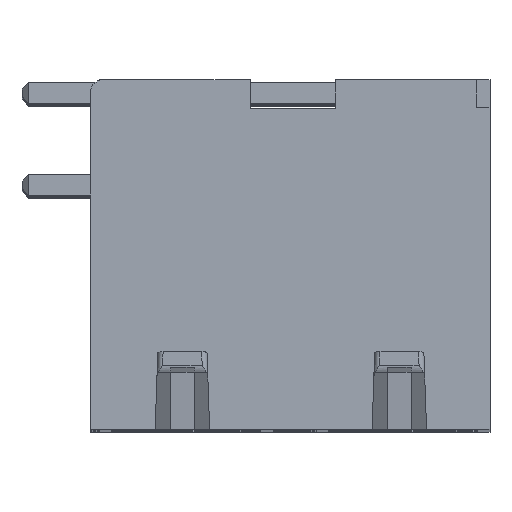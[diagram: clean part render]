
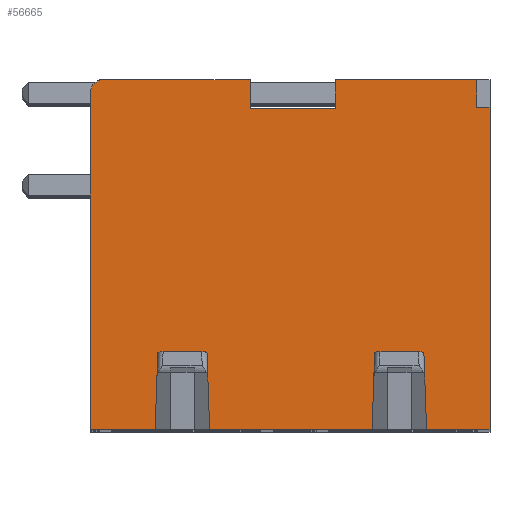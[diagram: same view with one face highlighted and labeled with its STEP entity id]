
A CAD part, top view. The second image highlights one B-rep face of the part: STEP entity #56665.
In plain terms, the highlighted planar face has unit normal (0, 0, 1).
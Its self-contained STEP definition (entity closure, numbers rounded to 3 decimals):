
#14857=DIRECTION('',(-1.,0.,0.));
#14858=VECTOR('',#14857,5.39);
#14859=CARTESIAN_POINT('',(11.703,13.3,33.7));
#14860=LINE('',#14859,#14858);
#15073=DIRECTION('',(0.,-1.,0.));
#15074=VECTOR('',#15073,1.092);
#15075=CARTESIAN_POINT('',(6.313,13.3,33.7));
#15076=LINE('',#15075,#15074);
#15189=DIRECTION('',(0.,1.,0.));
#15190=VECTOR('',#15189,1.092);
#15191=CARTESIAN_POINT('',(3.074,12.208,33.7));
#15192=LINE('',#15191,#15190);
#15741=DIRECTION('',(-1.,0.,0.));
#15742=VECTOR('',#15741,5.716);
#15743=CARTESIAN_POINT('',(3.074,13.3,33.7));
#15744=LINE('',#15743,#15742);
#16177=DIRECTION('',(0.,-1.,0.));
#16178=VECTOR('',#16177,0.02);
#16179=CARTESIAN_POINT('',(-2.641,13.3,33.7));
#16180=LINE('',#16179,#16178);
#19323=DIRECTION('',(-1.,0.,0.));
#19324=VECTOR('',#19323,3.238);
#19325=CARTESIAN_POINT('',(6.313,12.208,33.7));
#19326=LINE('',#19325,#19324);
#19327=DIRECTION('',(-0.035,-0.999,0.));
#19328=VECTOR('',#19327,2.716);
#19329=CARTESIAN_POINT('',(-0.443,2.714,33.7));
#19330=LINE('',#19329,#19328);
#19331=DIRECTION('',(-1.,0.,0.));
#19332=VECTOR('',#19331,2.463);
#19333=CARTESIAN_POINT('',(-0.537,0.,33.7));
#19334=LINE('',#19333,#19332);
#19335=DIRECTION('',(0.,1.,0.));
#19336=VECTOR('',#19335,12.8);
#19337=CARTESIAN_POINT('',(-3.,0.,33.7));
#19338=LINE('',#19337,#19336);
#19339=CARTESIAN_POINT('',(-2.5,12.8,33.7));
#19340=DIRECTION('',(0.,0.,-1.));
#19341=DIRECTION('',(-1.,0.,0.));
#19342=AXIS2_PLACEMENT_3D('',#19339,#19340,#19341);
#19344=DIRECTION('',(0.,-1.,0.));
#19345=VECTOR('',#19344,12.25);
#19346=CARTESIAN_POINT('',(12.2,12.25,33.7));
#19347=LINE('',#19346,#19345);
#19348=DIRECTION('',(-1.,0.,0.));
#19349=VECTOR('',#19348,2.413);
#19350=CARTESIAN_POINT('',(12.2,0.,33.7));
#19351=LINE('',#19350,#19349);
#19352=DIRECTION('',(-0.035,0.999,0.));
#19353=VECTOR('',#19352,2.716);
#19354=CARTESIAN_POINT('',(9.787,0.,33.7));
#19355=LINE('',#19354,#19353);
#19356=DIRECTION('',(-0.035,-0.999,0.));
#19357=VECTOR('',#19356,2.716);
#19358=CARTESIAN_POINT('',(7.807,2.714,33.7));
#19359=LINE('',#19358,#19357);
#19360=DIRECTION('',(-1.,0.,0.));
#19361=VECTOR('',#19360,6.175);
#19362=CARTESIAN_POINT('',(7.713,0.,33.7));
#19363=LINE('',#19362,#19361);
#19364=DIRECTION('',(-0.035,0.999,0.));
#19365=VECTOR('',#19364,2.716);
#19366=CARTESIAN_POINT('',(1.537,0.,33.7));
#19367=LINE('',#19366,#19365);
#19392=DIRECTION('',(1.,0.,0.));
#19393=VECTOR('',#19392,1.885);
#19394=CARTESIAN_POINT('',(-0.443,2.714,33.7));
#19395=LINE('',#19394,#19393);
#19549=DIRECTION('',(0.,1.,0.));
#19550=VECTOR('',#19549,1.05);
#19551=CARTESIAN_POINT('',(11.703,12.25,33.7));
#19552=LINE('',#19551,#19550);
#19565=DIRECTION('',(-1.,0.,0.));
#19566=VECTOR('',#19565,0.497);
#19567=CARTESIAN_POINT('',(12.2,12.25,33.7));
#19568=LINE('',#19567,#19566);
#19585=DIRECTION('',(1.,0.,0.));
#19586=VECTOR('',#19585,1.885);
#19587=CARTESIAN_POINT('',(7.807,2.714,33.7));
#19588=LINE('',#19587,#19586);
#21355=CARTESIAN_POINT('',(-3.,0.,33.7));
#21356=VERTEX_POINT('',#21355);
#21357=CARTESIAN_POINT('',(-0.537,0.,33.7));
#21358=VERTEX_POINT('',#21357);
#21363=CARTESIAN_POINT('',(1.537,0.,33.7));
#21364=VERTEX_POINT('',#21363);
#21365=CARTESIAN_POINT('',(7.713,0.,33.7));
#21366=VERTEX_POINT('',#21365);
#21371=CARTESIAN_POINT('',(9.787,0.,33.7));
#21372=VERTEX_POINT('',#21371);
#21373=CARTESIAN_POINT('',(12.2,0.,33.7));
#21374=VERTEX_POINT('',#21373);
#21455=CARTESIAN_POINT('',(12.2,12.25,33.7));
#21456=VERTEX_POINT('',#21455);
#21463=CARTESIAN_POINT('',(11.703,13.3,33.7));
#21464=VERTEX_POINT('',#21463);
#21465=CARTESIAN_POINT('',(6.313,13.3,33.7));
#21466=VERTEX_POINT('',#21465);
#21467=CARTESIAN_POINT('',(6.313,12.208,33.7));
#21468=VERTEX_POINT('',#21467);
#21477=CARTESIAN_POINT('',(3.074,12.208,33.7));
#21478=CARTESIAN_POINT('',(3.074,13.3,33.7));
#21479=VERTEX_POINT('',#21477);
#21480=VERTEX_POINT('',#21478);
#21489=CARTESIAN_POINT('',(-2.641,13.3,33.7));
#21490=VERTEX_POINT('',#21489);
#21491=CARTESIAN_POINT('',(-2.641,13.28,33.7));
#21492=VERTEX_POINT('',#21491);
#21521=CARTESIAN_POINT('',(-0.443,2.714,33.7));
#21522=VERTEX_POINT('',#21521);
#21523=CARTESIAN_POINT('',(-3.,12.8,33.7));
#21524=VERTEX_POINT('',#21523);
#21525=CARTESIAN_POINT('',(11.703,12.25,33.7));
#21526=VERTEX_POINT('',#21525);
#21527=CARTESIAN_POINT('',(9.693,2.714,33.7));
#21528=VERTEX_POINT('',#21527);
#21529=CARTESIAN_POINT('',(7.807,2.714,33.7));
#21530=VERTEX_POINT('',#21529);
#21531=CARTESIAN_POINT('',(1.443,2.714,33.7));
#21532=VERTEX_POINT('',#21531);
#56628=CARTESIAN_POINT('',(0.,0.,33.7));
#56629=DIRECTION('',(0.,0.,1.));
#56630=DIRECTION('',(1.,0.,0.));
#56631=AXIS2_PLACEMENT_3D('',#56628,#56629,#56630);
#56632=PLANE('',#56631);
#56634=ORIENTED_EDGE('',*,*,#56633,.T.);
#56635=ORIENTED_EDGE('',*,*,#28185,.T.);
#56637=ORIENTED_EDGE('',*,*,#56636,.T.);
#56639=ORIENTED_EDGE('',*,*,#56638,.T.);
#56640=ORIENTED_EDGE('',*,*,#50883,.F.);
#56641=ORIENTED_EDGE('',*,*,#50853,.F.);
#56642=ORIENTED_EDGE('',*,*,#49778,.F.);
#56643=ORIENTED_EDGE('',*,*,#56623,.F.);
#56644=ORIENTED_EDGE('',*,*,#49526,.F.);
#56645=ORIENTED_EDGE('',*,*,#49511,.F.);
#56647=ORIENTED_EDGE('',*,*,#56646,.F.);
#56649=ORIENTED_EDGE('',*,*,#56648,.F.);
#56650=ORIENTED_EDGE('',*,*,#49244,.T.);
#56651=ORIENTED_EDGE('',*,*,#28201,.T.);
#56653=ORIENTED_EDGE('',*,*,#56652,.T.);
#56655=ORIENTED_EDGE('',*,*,#56654,.F.);
#56657=ORIENTED_EDGE('',*,*,#56656,.T.);
#56658=ORIENTED_EDGE('',*,*,#28193,.T.);
#56660=ORIENTED_EDGE('',*,*,#56659,.T.);
#56662=ORIENTED_EDGE('',*,*,#56661,.F.);
#56663=EDGE_LOOP('',(#56634,#56635,#56637,#56639,#56640,#56641,#56642,#56643,
#56644,#56645,#56647,#56649,#56650,#56651,#56653,#56655,#56657,#56658,#56660,
#56662));
#56664=FACE_OUTER_BOUND('',#56663,.F.);
#56665=ADVANCED_FACE('',(#56664),#56632,.T.);
#19343=CIRCLE('',#19342,0.5);
#28185=EDGE_CURVE('',#21358,#21356,#19334,.T.);
#28193=EDGE_CURVE('',#21366,#21364,#19363,.T.);
#28201=EDGE_CURVE('',#21374,#21372,#19351,.T.);
#49244=EDGE_CURVE('',#21456,#21374,#19347,.T.);
#49511=EDGE_CURVE('',#21464,#21466,#14860,.T.);
#49526=EDGE_CURVE('',#21466,#21468,#15076,.T.);
#49778=EDGE_CURVE('',#21479,#21480,#15192,.T.);
#50853=EDGE_CURVE('',#21480,#21490,#15744,.T.);
#50883=EDGE_CURVE('',#21490,#21492,#16180,.T.);
#56623=EDGE_CURVE('',#21468,#21479,#19326,.T.);
#56633=EDGE_CURVE('',#21522,#21358,#19330,.T.);
#56636=EDGE_CURVE('',#21356,#21524,#19338,.T.);
#56638=EDGE_CURVE('',#21524,#21492,#19343,.T.);
#56646=EDGE_CURVE('',#21526,#21464,#19552,.T.);
#56648=EDGE_CURVE('',#21456,#21526,#19568,.T.);
#56652=EDGE_CURVE('',#21372,#21528,#19355,.T.);
#56654=EDGE_CURVE('',#21530,#21528,#19588,.T.);
#56656=EDGE_CURVE('',#21530,#21366,#19359,.T.);
#56659=EDGE_CURVE('',#21364,#21532,#19367,.T.);
#56661=EDGE_CURVE('',#21522,#21532,#19395,.T.);
